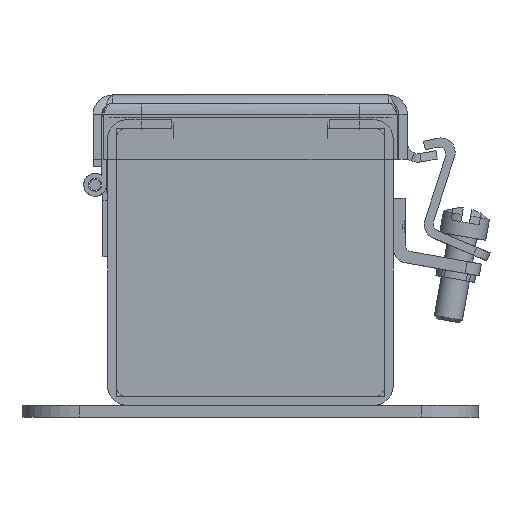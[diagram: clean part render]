
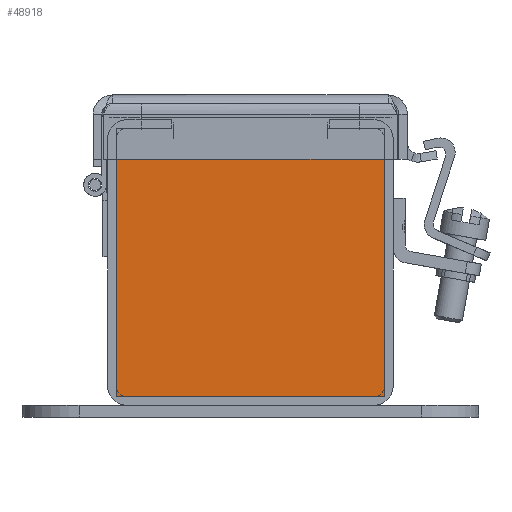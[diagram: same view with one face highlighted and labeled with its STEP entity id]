
A CAD part, left-side view. The second image highlights one B-rep face of the part: STEP entity #48918.
In plain terms, the highlighted planar face has unit normal (-1, 0, 0).
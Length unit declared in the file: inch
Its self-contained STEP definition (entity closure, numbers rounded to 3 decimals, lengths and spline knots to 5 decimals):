
#104 = FACE_OUTER_BOUND ( 'NONE', #20523, .T. ) ;
#741 = CARTESIAN_POINT ( 'NONE',  ( -30., 1.176, -1.176 ) ) ;
#784 = VERTEX_POINT ( 'NONE', #34516 ) ;
#979 = EDGE_CURVE ( 'NONE', #31818, #5078, #15366, .T. ) ;
#1746 = LINE ( 'NONE', #26681, #8099 ) ;
#1949 = EDGE_CURVE ( 'NONE', #13931, #17192, #29126, .T. ) ;
#2261 = ORIENTED_EDGE ( 'NONE', *, *, #45117, .F. ) ;
#2885 = VECTOR ( 'NONE', #38553, 39.37008 ) ;
#3773 = VECTOR ( 'NONE', #40130, 39.37008 ) ;
#4755 = AXIS2_PLACEMENT_3D ( 'NONE', #13657, #38347, #26110 ) ;
#5078 = VERTEX_POINT ( 'NONE', #47619 ) ;
#5106 = VECTOR ( 'NONE', #29934, 39.37008 ) ;
#5244 = DIRECTION ( 'NONE',  ( 0., -1., 0. ) ) ;
#5555 = CARTESIAN_POINT ( 'NONE',  ( -30., -0.6777, 1.176 ) ) ;
#6911 = CARTESIAN_POINT ( 'NONE',  ( -30., 1.176, -1.176 ) ) ;
#7895 = EDGE_CURVE ( 'NONE', #33057, #51722, #12245, .T. ) ;
#8086 = EDGE_CURVE ( 'NONE', #37445, #31818, #43289, .T. ) ;
#8099 = VECTOR ( 'NONE', #9761, 39.37008 ) ;
#8777 = LINE ( 'NONE', #28886, #9252 ) ;
#9252 = VECTOR ( 'NONE', #12487, 39.37008 ) ;
#9310 = VERTEX_POINT ( 'NONE', #50344 ) ;
#9761 = DIRECTION ( 'NONE',  ( 0., 0., 1. ) ) ;
#9914 = ORIENTED_EDGE ( 'NONE', *, *, #7895, .F. ) ;
#11226 = VECTOR ( 'NONE', #27298, 39.37008 ) ;
#11316 = CARTESIAN_POINT ( 'NONE',  ( -30., 0.6775, 1.08225 ) ) ;
#12245 = LINE ( 'NONE', #16736, #3773 ) ;
#12487 = DIRECTION ( 'NONE',  ( 0., -1., 0. ) ) ;
#13135 = CARTESIAN_POINT ( 'NONE',  ( -30., -1.176, 1.176 ) ) ;
#13342 = ORIENTED_EDGE ( 'NONE', *, *, #1949, .F. ) ;
#13395 = PLANE ( 'NONE',  #4755 ) ;
#13657 = CARTESIAN_POINT ( 'NONE',  ( -30., 0., 0. ) ) ;
#13931 = VERTEX_POINT ( 'NONE', #32820 ) ;
#14395 = LINE ( 'NONE', #18604, #2885 ) ;
#15094 = CARTESIAN_POINT ( 'NONE',  ( -30., -0.6775, 1.08225 ) ) ;
#15366 = LINE ( 'NONE', #47280, #11226 ) ;
#15778 = ORIENTED_EDGE ( 'NONE', *, *, #26278, .F. ) ;
#16571 = CARTESIAN_POINT ( 'NONE',  ( -30., 0.6775, 1.08205 ) ) ;
#16736 = CARTESIAN_POINT ( 'NONE',  ( -30., 0., 1.08225 ) ) ;
#17192 = VERTEX_POINT ( 'NONE', #42369 ) ;
#17512 = ORIENTED_EDGE ( 'NONE', *, *, #47295, .T. ) ;
#17914 = DIRECTION ( 'NONE',  ( 0., 0., -1. ) ) ;
#18604 = CARTESIAN_POINT ( 'NONE',  ( -30., 0.6777, 1.08205 ) ) ;
#20104 = CARTESIAN_POINT ( 'NONE',  ( -30., 0., 1.08205 ) ) ;
#20523 = EDGE_LOOP ( 'NONE', ( #13342, #2261, #9914, #47668, #15778, #17512, #51150, #26329, #31197, #27881, #23163, #43149 ) ) ;
#23163 = ORIENTED_EDGE ( 'NONE', *, *, #35817, .F. ) ;
#24978 = CARTESIAN_POINT ( 'NONE',  ( -30., -1.176, -1.176 ) ) ;
#25001 = EDGE_CURVE ( 'NONE', #46342, #37445, #28940, .T. ) ;
#26110 = DIRECTION ( 'NONE',  ( 0., 1., 0. ) ) ;
#26258 = VECTOR ( 'NONE', #17914, 39.37008 ) ;
#26278 = EDGE_CURVE ( 'NONE', #47382, #31281, #46672, .T. ) ;
#26329 = ORIENTED_EDGE ( 'NONE', *, *, #979, .F. ) ;
#26681 = CARTESIAN_POINT ( 'NONE',  ( -30., 0.6775, 0. ) ) ;
#27298 = DIRECTION ( 'NONE',  ( 0., 0., 1. ) ) ;
#27531 = VECTOR ( 'NONE', #35040, 39.37008 ) ;
#27881 = ORIENTED_EDGE ( 'NONE', *, *, #25001, .F. ) ;
#28420 = CARTESIAN_POINT ( 'NONE',  ( -30., -1.176, -1.176 ) ) ;
#28886 = CARTESIAN_POINT ( 'NONE',  ( -30., -1.176, 1.176 ) ) ;
#28940 = LINE ( 'NONE', #24978, #36686 ) ;
#29126 = LINE ( 'NONE', #20104, #31702 ) ;
#29934 = DIRECTION ( 'NONE',  ( 0., 0., -1. ) ) ;
#30288 = EDGE_CURVE ( 'NONE', #5078, #784, #49325, .T. ) ;
#31197 = ORIENTED_EDGE ( 'NONE', *, *, #8086, .F. ) ;
#31281 = VERTEX_POINT ( 'NONE', #16571 ) ;
#31702 = VECTOR ( 'NONE', #45420, 39.37008 ) ;
#31818 = VERTEX_POINT ( 'NONE', #741 ) ;
#32820 = CARTESIAN_POINT ( 'NONE',  ( -30., -0.6775, 1.08205 ) ) ;
#33057 = VERTEX_POINT ( 'NONE', #11316 ) ;
#33366 = CARTESIAN_POINT ( 'NONE',  ( -30., -1.176, 1.176 ) ) ;
#34122 = LINE ( 'NONE', #49822, #26258 ) ;
#34516 = CARTESIAN_POINT ( 'NONE',  ( -30., 0.6777, 1.176 ) ) ;
#35040 = DIRECTION ( 'NONE',  ( 0., 1., 0. ) ) ;
#35817 = EDGE_CURVE ( 'NONE', #9310, #46342, #8777, .T. ) ;
#36515 = EDGE_CURVE ( 'NONE', #9310, #17192, #45425, .T. ) ;
#36686 = VECTOR ( 'NONE', #41214, 39.37008 ) ;
#37445 = VERTEX_POINT ( 'NONE', #28420 ) ;
#38347 = DIRECTION ( 'NONE',  ( 1., 0., 0. ) ) ;
#38426 = DIRECTION ( 'NONE',  ( 0., -1., 0. ) ) ;
#38553 = DIRECTION ( 'NONE',  ( 0., 0., 1. ) ) ;
#40130 = DIRECTION ( 'NONE',  ( 0., -1., 0. ) ) ;
#40996 = VECTOR ( 'NONE', #38426, 39.37008 ) ;
#41214 = DIRECTION ( 'NONE',  ( 0., 0., -1. ) ) ;
#42369 = CARTESIAN_POINT ( 'NONE',  ( -30., -0.6777, 1.08205 ) ) ;
#42420 = CARTESIAN_POINT ( 'NONE',  ( -30., 0., 1.08205 ) ) ;
#43149 = ORIENTED_EDGE ( 'NONE', *, *, #36515, .T. ) ;
#43289 = LINE ( 'NONE', #6911, #27531 ) ;
#45117 = EDGE_CURVE ( 'NONE', #51722, #13931, #34122, .T. ) ;
#45420 = DIRECTION ( 'NONE',  ( 0., -1., 0. ) ) ;
#45425 = LINE ( 'NONE', #5555, #5106 ) ;
#46342 = VERTEX_POINT ( 'NONE', #13135 ) ;
#46672 = LINE ( 'NONE', #42420, #40996 ) ;
#47280 = CARTESIAN_POINT ( 'NONE',  ( -30., 1.176, 1.176 ) ) ;
#47295 = EDGE_CURVE ( 'NONE', #47382, #784, #14395, .T. ) ;
#47382 = VERTEX_POINT ( 'NONE', #51030 ) ;
#47619 = CARTESIAN_POINT ( 'NONE',  ( -30., 1.176, 1.176 ) ) ;
#47668 = ORIENTED_EDGE ( 'NONE', *, *, #48692, .F. ) ;
#48692 = EDGE_CURVE ( 'NONE', #31281, #33057, #1746, .T. ) ;
#48918 = ADVANCED_FACE ( 'NONE', ( #104 ), #13395, .F. ) ;
#49325 = LINE ( 'NONE', #33366, #50292 ) ;
#49822 = CARTESIAN_POINT ( 'NONE',  ( -30., -0.6775, 0. ) ) ;
#50292 = VECTOR ( 'NONE', #5244, 39.37008 ) ;
#50344 = CARTESIAN_POINT ( 'NONE',  ( -30., -0.6777, 1.176 ) ) ;
#51030 = CARTESIAN_POINT ( 'NONE',  ( -30., 0.6777, 1.08205 ) ) ;
#51150 = ORIENTED_EDGE ( 'NONE', *, *, #30288, .F. ) ;
#51722 = VERTEX_POINT ( 'NONE', #15094 ) ;
